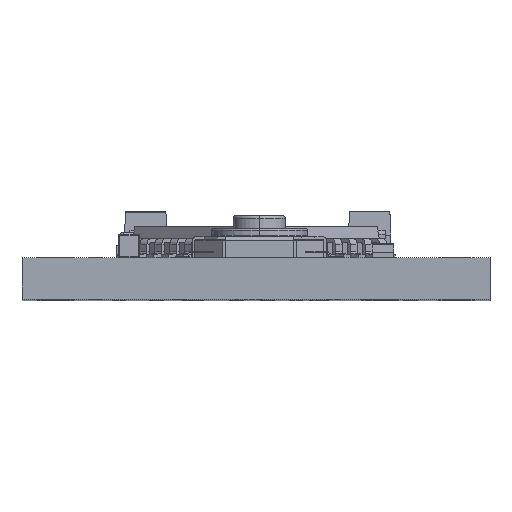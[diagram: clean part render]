
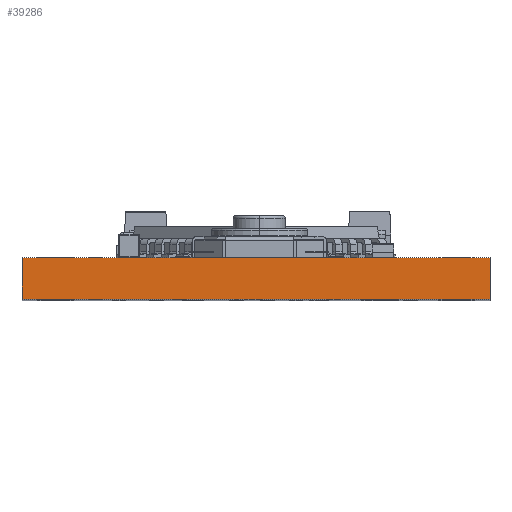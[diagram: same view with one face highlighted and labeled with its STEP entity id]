
A CAD part, top view. The second image highlights one B-rep face of the part: STEP entity #39286.
In plain terms, the highlighted planar face has unit normal (0, 0, 1).
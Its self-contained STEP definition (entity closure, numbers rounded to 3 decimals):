
#68 = VECTOR ( 'NONE', #11439, 1000. ) ;
#354 = EDGE_CURVE ( 'NONE', #19012, #22222, #15277, .T. ) ;
#508 = FACE_OUTER_BOUND ( 'NONE', #15669, .T. ) ;
#3580 = CARTESIAN_POINT ( 'NONE',  ( -8.89, 1.575, 16.51 ) ) ;
#3988 = DIRECTION ( 'NONE',  ( -1., 0., 0. ) ) ;
#4889 = VERTEX_POINT ( 'NONE', #21154 ) ;
#6571 = CARTESIAN_POINT ( 'NONE',  ( 8.89, 0., 16.51 ) ) ;
#9363 = VECTOR ( 'NONE', #35946, 1000. ) ;
#10594 = VECTOR ( 'NONE', #25069, 1000. ) ;
#10933 = LINE ( 'NONE', #23262, #14939 ) ;
#11439 = DIRECTION ( 'NONE',  ( 1., 0., 0. ) ) ;
#11788 = CARTESIAN_POINT ( 'NONE',  ( 8.89, 1.575, 16.51 ) ) ;
#12328 = ORIENTED_EDGE ( 'NONE', *, *, #354, .T. ) ;
#14003 = CARTESIAN_POINT ( 'NONE',  ( -8.89, 0., 16.51 ) ) ;
#14939 = VECTOR ( 'NONE', #17804, 1000. ) ;
#15277 = LINE ( 'NONE', #17724, #68 ) ;
#15669 = EDGE_LOOP ( 'NONE', ( #12328, #39950, #23550, #20437 ) ) ;
#17724 = CARTESIAN_POINT ( 'NONE',  ( -8.89, 0., 16.51 ) ) ;
#17804 = DIRECTION ( 'NONE',  ( 0., -1., 0. ) ) ;
#19012 = VERTEX_POINT ( 'NONE', #14003 ) ;
#19356 = PLANE ( 'NONE',  #33608 ) ;
#20437 = ORIENTED_EDGE ( 'NONE', *, *, #22986, .T. ) ;
#20617 = CARTESIAN_POINT ( 'NONE',  ( -8.89, 1.575, 16.51 ) ) ;
#21154 = CARTESIAN_POINT ( 'NONE',  ( -8.89, 1.575, 16.51 ) ) ;
#21434 = LINE ( 'NONE', #30939, #10594 ) ;
#22222 = VERTEX_POINT ( 'NONE', #6571 ) ;
#22986 = EDGE_CURVE ( 'NONE', #4889, #19012, #21434, .T. ) ;
#23262 = CARTESIAN_POINT ( 'NONE',  ( 8.89, 1.575, 16.51 ) ) ;
#23550 = ORIENTED_EDGE ( 'NONE', *, *, #36270, .F. ) ;
#25069 = DIRECTION ( 'NONE',  ( 0., -1., 0. ) ) ;
#26262 = LINE ( 'NONE', #20617, #9363 ) ;
#27796 = VERTEX_POINT ( 'NONE', #11788 ) ;
#30939 = CARTESIAN_POINT ( 'NONE',  ( -8.89, 1.575, 16.51 ) ) ;
#31660 = DIRECTION ( 'NONE',  ( 0., 0., -1. ) ) ;
#33608 = AXIS2_PLACEMENT_3D ( 'NONE', #3580, #31660, #3988 ) ;
#35946 = DIRECTION ( 'NONE',  ( 1., 0., 0. ) ) ;
#36270 = EDGE_CURVE ( 'NONE', #4889, #27796, #26262, .T. ) ;
#39286 = ADVANCED_FACE ( 'NONE', ( #508 ), #19356, .F. ) ;
#39718 = EDGE_CURVE ( 'NONE', #27796, #22222, #10933, .T. ) ;
#39950 = ORIENTED_EDGE ( 'NONE', *, *, #39718, .F. ) ;
